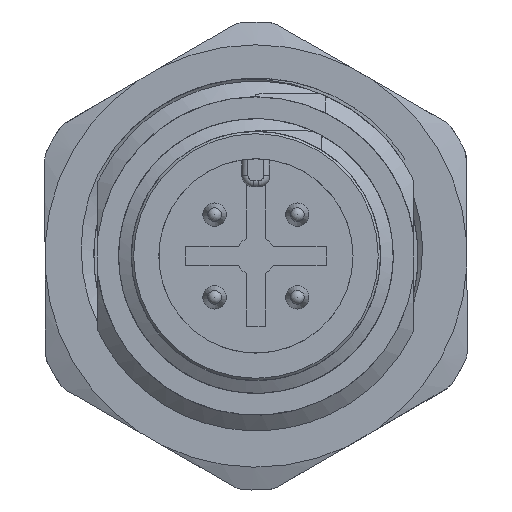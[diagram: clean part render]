
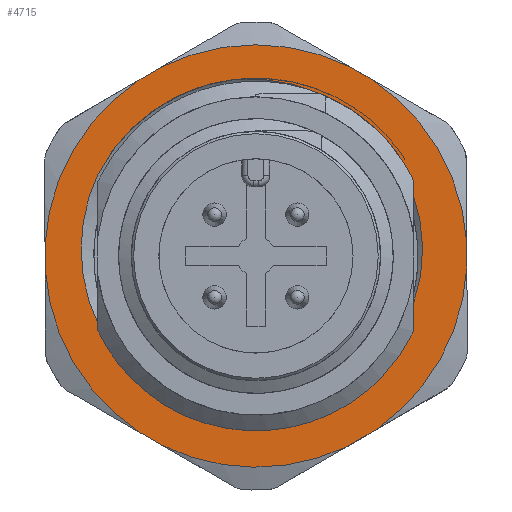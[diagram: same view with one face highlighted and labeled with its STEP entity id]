
A CAD part, front view. The second image highlights one B-rep face of the part: STEP entity #4715.
In plain terms, the highlighted face is planar.
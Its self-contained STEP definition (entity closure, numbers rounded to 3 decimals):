
#353=B_SPLINE_CURVE_WITH_KNOTS('',3,(#18802,#18803,#18804,#18805,#18806,
#18807,#18808),.UNSPECIFIED.,.F.,.F.,(4,1,1,1,4),(0.,0.004,
0.009,0.013,0.017),
 .UNSPECIFIED.);
#354=B_SPLINE_CURVE_WITH_KNOTS('',3,(#18812,#18813,#18814,#18815,#18816,
#18817,#18818),.UNSPECIFIED.,.F.,.F.,(4,1,1,1,4),(0.,
0.004,0.009,0.013,0.017),
 .UNSPECIFIED.);
#679=LINE('',#18822,#904);
#680=LINE('',#18826,#905);
#681=LINE('',#18830,#906);
#682=LINE('',#18834,#907);
#683=LINE('',#18838,#908);
#684=LINE('',#18842,#909);
#904=VECTOR('',#6284,1000.);
#905=VECTOR('',#6287,1000.);
#906=VECTOR('',#6290,1000.);
#907=VECTOR('',#6293,1000.);
#908=VECTOR('',#6296,1000.);
#909=VECTOR('',#6299,1000.);
#1868=ORIENTED_EDGE('',*,*,#2722,.T.);
#1869=ORIENTED_EDGE('',*,*,#2723,.T.);
#1870=ORIENTED_EDGE('',*,*,#2724,.T.);
#1871=ORIENTED_EDGE('',*,*,#2725,.T.);
#1872=ORIENTED_EDGE('',*,*,#2726,.F.);
#1873=ORIENTED_EDGE('',*,*,#2727,.T.);
#1874=ORIENTED_EDGE('',*,*,#2728,.F.);
#1875=ORIENTED_EDGE('',*,*,#2729,.T.);
#1876=ORIENTED_EDGE('',*,*,#2730,.F.);
#1877=ORIENTED_EDGE('',*,*,#2731,.T.);
#1878=ORIENTED_EDGE('',*,*,#2732,.F.);
#1879=ORIENTED_EDGE('',*,*,#2733,.T.);
#1880=ORIENTED_EDGE('',*,*,#2734,.F.);
#1881=ORIENTED_EDGE('',*,*,#2735,.T.);
#1882=ORIENTED_EDGE('',*,*,#2736,.F.);
#1883=ORIENTED_EDGE('',*,*,#2737,.T.);
#2722=EDGE_CURVE('',#3241,#3242,#3495,.T.);
#2723=EDGE_CURVE('',#3242,#3243,#353,.T.);
#2724=EDGE_CURVE('',#3243,#3244,#3496,.F.);
#2725=EDGE_CURVE('',#3244,#3241,#354,.T.);
#2726=EDGE_CURVE('',#3245,#3246,#3497,.F.);
#2727=EDGE_CURVE('',#3245,#3247,#679,.T.);
#2728=EDGE_CURVE('',#3248,#3247,#3498,.F.);
#2729=EDGE_CURVE('',#3248,#3249,#680,.T.);
#2730=EDGE_CURVE('',#3250,#3249,#3499,.F.);
#2731=EDGE_CURVE('',#3250,#3251,#681,.T.);
#2732=EDGE_CURVE('',#3252,#3251,#3500,.F.);
#2733=EDGE_CURVE('',#3252,#3253,#682,.T.);
#2734=EDGE_CURVE('',#3254,#3253,#3501,.F.);
#2735=EDGE_CURVE('',#3254,#3255,#683,.T.);
#2736=EDGE_CURVE('',#3256,#3255,#3502,.F.);
#2737=EDGE_CURVE('',#3256,#3246,#684,.T.);
#3241=VERTEX_POINT('',#18800);
#3242=VERTEX_POINT('',#18801);
#3243=VERTEX_POINT('',#18809);
#3244=VERTEX_POINT('',#18811);
#3245=VERTEX_POINT('',#18820);
#3246=VERTEX_POINT('',#18821);
#3247=VERTEX_POINT('',#18823);
#3248=VERTEX_POINT('',#18825);
#3249=VERTEX_POINT('',#18827);
#3250=VERTEX_POINT('',#18829);
#3251=VERTEX_POINT('',#18831);
#3252=VERTEX_POINT('',#18833);
#3253=VERTEX_POINT('',#18835);
#3254=VERTEX_POINT('',#18837);
#3255=VERTEX_POINT('',#18839);
#3256=VERTEX_POINT('',#18841);
#3495=CIRCLE('',#5342,7.6);
#3496=CIRCLE('',#5343,6.93);
#3497=CIRCLE('',#5344,9.024);
#3498=CIRCLE('',#5345,9.024);
#3499=CIRCLE('',#5346,9.024);
#3500=CIRCLE('',#5347,9.024);
#3501=CIRCLE('',#5348,9.024);
#3502=CIRCLE('',#5349,9.024);
#3823=EDGE_LOOP('',(#1868,#1869,#1870,#1871));
#3824=EDGE_LOOP('',(#1872,#1873,#1874,#1875,#1876,#1877,#1878,#1879,#1880,
#1881,#1882,#1883));
#4237=FACE_BOUND('',#3823,.T.);
#4238=FACE_BOUND('',#3824,.T.);
#4471=PLANE('',#5341);
#4715=ADVANCED_FACE('',(#4237,#4238),#4471,.T.);
#5341=AXIS2_PLACEMENT_3D('',#18798,#6276,#6277);
#5342=AXIS2_PLACEMENT_3D('',#18799,#6278,#6279);
#5343=AXIS2_PLACEMENT_3D('',#18810,#6280,#6281);
#5344=AXIS2_PLACEMENT_3D('',#18819,#6282,#6283);
#5345=AXIS2_PLACEMENT_3D('',#18824,#6285,#6286);
#5346=AXIS2_PLACEMENT_3D('',#18828,#6288,#6289);
#5347=AXIS2_PLACEMENT_3D('',#18832,#6291,#6292);
#5348=AXIS2_PLACEMENT_3D('',#18836,#6294,#6295);
#5349=AXIS2_PLACEMENT_3D('',#18840,#6297,#6298);
#6276=DIRECTION('',(1.,0.,0.));
#6277=DIRECTION('',(0.,0.,-1.));
#6278=DIRECTION('',(-1.,0.,0.));
#6279=DIRECTION('',(0.,1.,0.));
#6280=DIRECTION('',(1.,0.,0.));
#6281=DIRECTION('',(0.,0.,-1.));
#6282=DIRECTION('',(1.,0.,0.));
#6283=DIRECTION('',(0.,0.,-1.));
#6284=DIRECTION('',(0.,1.,0.));
#6285=DIRECTION('',(1.,0.,0.));
#6286=DIRECTION('',(0.,0.,-1.));
#6287=DIRECTION('',(0.,0.497,0.868));
#6288=DIRECTION('',(1.,0.,0.));
#6289=DIRECTION('',(0.,0.,-1.));
#6290=DIRECTION('',(0.,-0.497,0.868));
#6291=DIRECTION('',(1.,0.,0.));
#6292=DIRECTION('',(0.,0.,-1.));
#6293=DIRECTION('',(0.,-1.,0.));
#6294=DIRECTION('',(1.,0.,0.));
#6295=DIRECTION('',(0.,0.,-1.));
#6296=DIRECTION('',(0.,-0.498,-0.867));
#6297=DIRECTION('',(1.,0.,0.));
#6298=DIRECTION('',(0.,0.,-1.));
#6299=DIRECTION('',(0.,0.498,-0.867));
#18798=CARTESIAN_POINT('',(1.5,0.,0.));
#18799=CARTESIAN_POINT('',(1.5,0.,0.));
#18800=CARTESIAN_POINT('',(1.5,-4.081,6.411));
#18801=CARTESIAN_POINT('',(1.5,3.02,6.974));
#18802=CARTESIAN_POINT('',(1.5,3.02,6.974));
#18803=CARTESIAN_POINT('',(1.5,4.318,6.354));
#18804=CARTESIAN_POINT('',(1.5,6.523,4.378));
#18805=CARTESIAN_POINT('',(1.5,7.706,0.079));
#18806=CARTESIAN_POINT('',(1.5,6.285,-4.171));
#18807=CARTESIAN_POINT('',(1.5,3.917,-5.964));
#18808=CARTESIAN_POINT('',(1.5,2.558,-6.441));
#18809=CARTESIAN_POINT('',(1.5,2.558,-6.441));
#18810=CARTESIAN_POINT('',(1.5,0.,0.));
#18811=CARTESIAN_POINT('',(1.5,-1.511,-6.763));
#18812=CARTESIAN_POINT('',(1.5,-1.511,-6.763));
#18813=CARTESIAN_POINT('',(1.5,-2.927,-6.508));
#18814=CARTESIAN_POINT('',(1.5,-5.554,-5.103));
#18815=CARTESIAN_POINT('',(1.5,-7.621,-1.142));
#18816=CARTESIAN_POINT('',(1.5,-7.131,3.298));
#18817=CARTESIAN_POINT('',(1.5,-5.265,5.594));
#18818=CARTESIAN_POINT('',(1.5,-4.081,6.411));
#18819=CARTESIAN_POINT('',(1.5,0.,0.));
#18820=CARTESIAN_POINT('',(1.5,-0.764,-8.992));
#18821=CARTESIAN_POINT('',(1.5,-7.542,-4.955));
#18822=CARTESIAN_POINT('',(1.5,-4.376,-8.992));
#18823=CARTESIAN_POINT('',(1.5,0.764,-8.992));
#18824=CARTESIAN_POINT('',(1.5,0.,0.));
#18825=CARTESIAN_POINT('',(1.5,7.551,-4.941));
#18826=CARTESIAN_POINT('',(1.5,5.661,-8.243));
#18827=CARTESIAN_POINT('',(1.5,8.085,-4.008));
#18828=CARTESIAN_POINT('',(1.5,0.,0.));
#18829=CARTESIAN_POINT('',(1.5,8.085,4.008));
#18830=CARTESIAN_POINT('',(1.5,9.975,0.706));
#18831=CARTESIAN_POINT('',(1.5,7.551,4.941));
#18832=CARTESIAN_POINT('',(1.5,0.,0.));
#18833=CARTESIAN_POINT('',(1.5,0.537,9.008));
#18834=CARTESIAN_POINT('',(1.5,4.342,9.008));
#18835=CARTESIAN_POINT('',(1.5,-0.537,9.008));
#18836=CARTESIAN_POINT('',(1.5,0.,0.));
#18837=CARTESIAN_POINT('',(1.5,-7.542,4.955));
#18838=CARTESIAN_POINT('',(1.5,-5.646,8.254));
#18839=CARTESIAN_POINT('',(1.5,-8.078,4.024));
#18840=CARTESIAN_POINT('',(1.5,0.,0.));
#18841=CARTESIAN_POINT('',(1.5,-8.078,-4.024));
#18842=CARTESIAN_POINT('',(1.5,-9.974,-0.725));
